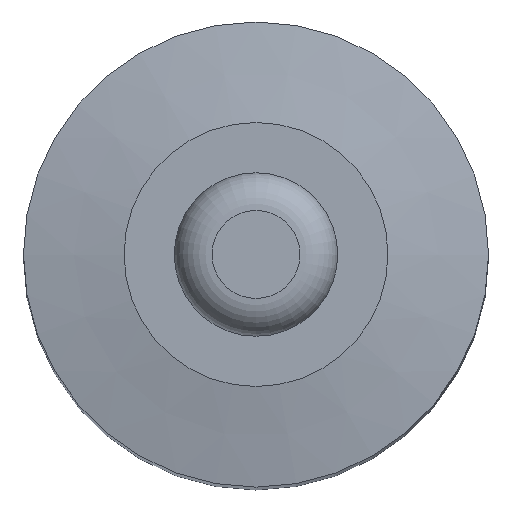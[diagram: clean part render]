
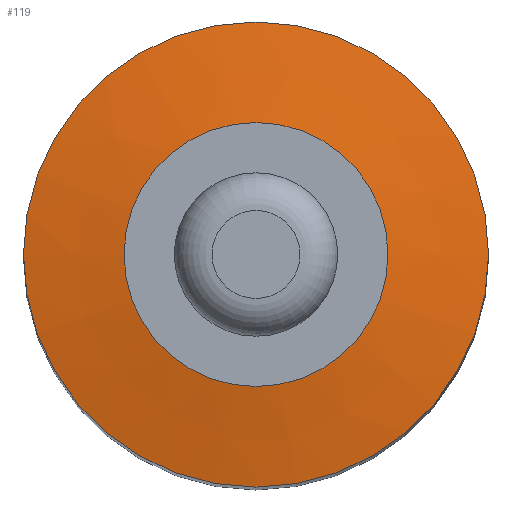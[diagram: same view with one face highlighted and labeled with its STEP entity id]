
A CAD part, top view. The second image highlights one B-rep face of the part: STEP entity #119.
In plain terms, the highlighted conical face has half-angle 80.074 degrees and reference radius 9.25 mm.
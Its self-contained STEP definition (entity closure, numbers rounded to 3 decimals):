
#17=CONICAL_SURFACE('',#146,9.25,1.398);
#31=FACE_OUTER_BOUND('',#41,.T.);
#41=EDGE_LOOP('',(#93,#94,#95,#96));
#51=LINE('',#215,#55);
#55=VECTOR('',#174,9.25);
#58=CIRCLE('',#143,5.25);
#60=CIRCLE('',#147,9.25);
#67=VERTEX_POINT('',#207);
#69=VERTEX_POINT('',#214);
#75=EDGE_CURVE('',#67,#67,#58,.T.);
#78=EDGE_CURVE('',#67,#69,#51,.T.);
#79=EDGE_CURVE('',#69,#69,#60,.T.);
#93=ORIENTED_EDGE('',*,*,#75,.T.);
#94=ORIENTED_EDGE('',*,*,#78,.T.);
#95=ORIENTED_EDGE('',*,*,#79,.T.);
#96=ORIENTED_EDGE('',*,*,#78,.F.);
#119=ADVANCED_FACE('',(#31),#17,.T.);
#143=AXIS2_PLACEMENT_3D('',#208,#165,#166);
#146=AXIS2_PLACEMENT_3D('',#213,#172,#173);
#147=AXIS2_PLACEMENT_3D('',#216,#175,#176);
#165=DIRECTION('center_axis',(0.,0.,-1.));
#166=DIRECTION('ref_axis',(1.,0.,0.));
#172=DIRECTION('center_axis',(0.,0.,-1.));
#173=DIRECTION('ref_axis',(1.,0.,0.));
#174=DIRECTION('',(-0.985,0.,-0.172));
#175=DIRECTION('center_axis',(0.,0.,1.));
#176=DIRECTION('ref_axis',(1.,0.,0.));
#207=CARTESIAN_POINT('',(-5.25,0.,66.2));
#208=CARTESIAN_POINT('Origin',(0.,0.,66.2));
#213=CARTESIAN_POINT('Origin',(0.,0.,65.5));
#214=CARTESIAN_POINT('',(-9.25,0.,65.5));
#215=CARTESIAN_POINT('',(-9.25,0.,65.5));
#216=CARTESIAN_POINT('Origin',(0.,0.,65.5));
